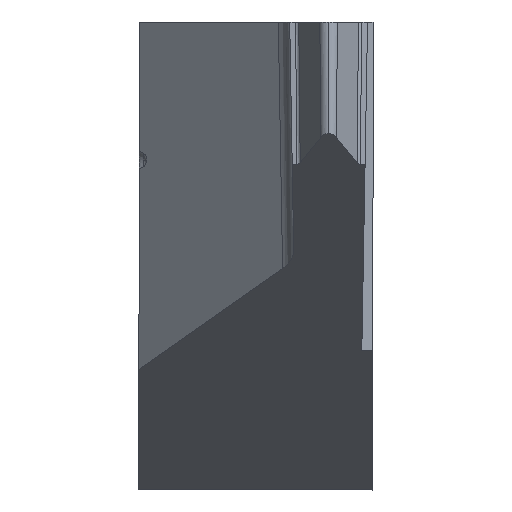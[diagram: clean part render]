
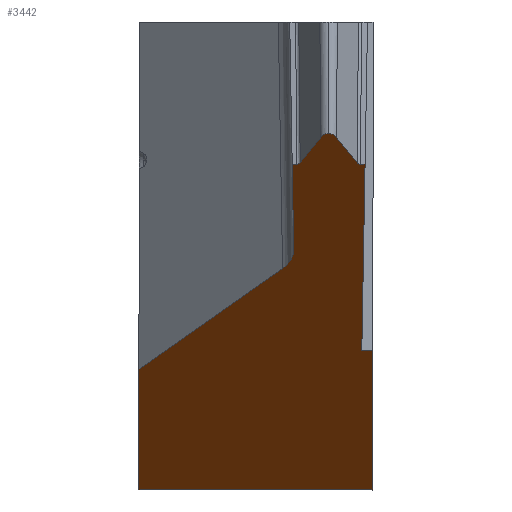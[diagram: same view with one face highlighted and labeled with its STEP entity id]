
A CAD part, front view. The second image highlights one B-rep face of the part: STEP entity #3442.
In plain terms, the highlighted planar face has unit normal (0, -0.574, -0.819).
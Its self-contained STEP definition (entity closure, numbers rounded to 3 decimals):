
#159=CARTESIAN_POINT('',(0.,4.339,-4.449));
#160=DIRECTION('',(0.,0.819,-0.574));
#161=VECTOR('',#160,2.704);
#162=LINE('',#159,#161);
#163=CARTESIAN_POINT('',(0.,4.339,-4.449));
#164=VERTEX_POINT('',#163);
#165=CARTESIAN_POINT('',(0.,6.554,-6.));
#166=VERTEX_POINT('',#165);
#167=EDGE_CURVE('',#164,#166,#162,.T.);
#409=CARTESIAN_POINT('',(3.,4.,-4.212));
#410=VERTEX_POINT('',#409);
#423=CARTESIAN_POINT('',(3.,4.,-4.212));
#424=DIRECTION('',(0.,0.819,-0.574));
#425=VECTOR('',#424,3.118);
#426=LINE('',#423,#425);
#427=CARTESIAN_POINT('',(3.,6.554,-6.));
#428=VERTEX_POINT('',#427);
#429=EDGE_CURVE('',#410,#428,#426,.T.);
#1676=CARTESIAN_POINT('',(3.,4.,-4.212));
#1677=DIRECTION('',(-1.,0.,0.));
#1678=VECTOR('',#1677,0.144);
#1679=LINE('',#1676,#1678);
#1680=CARTESIAN_POINT('',(2.856,4.,-4.212));
#1681=VERTEX_POINT('',#1680);
#1682=EDGE_CURVE('',#410,#1681,#1679,.T.);
#1772=CARTESIAN_POINT('',(2.856,4.,-4.212));
#1773=DIRECTION('',(0.01,-0.819,0.574));
#1774=VECTOR('',#1773,4.162);
#1775=LINE('',#1772,#1774);
#1776=CARTESIAN_POINT('',(2.898,0.591,-1.824));
#1777=VERTEX_POINT('',#1776);
#1778=EDGE_CURVE('',#1681,#1777,#1775,.T.);
#1943=CARTESIAN_POINT('',(1.983,2.149,-2.916));
#1944=VERTEX_POINT('',#1943);
#1955=CARTESIAN_POINT('',(1.983,2.149,-2.916));
#1956=DIRECTION('',(-0.01,-0.819,0.574));
#1957=VECTOR('',#1956,1.902);
#1958=LINE('',#1955,#1957);
#1959=CARTESIAN_POINT('',(1.964,0.591,-1.824));
#1960=VERTEX_POINT('',#1959);
#1961=EDGE_CURVE('',#1944,#1960,#1958,.T.);
#2026=CARTESIAN_POINT('',(1.964,0.591,-1.824));
#2027=DIRECTION('',(0.999,-0.035,0.025));
#2028=VECTOR('',#2027,0.061);
#2029=LINE('',#2026,#2028);
#2030=CARTESIAN_POINT('',(2.025,0.589,-1.823));
#2031=VERTEX_POINT('',#2030);
#2032=EDGE_CURVE('',#1960,#2031,#2029,.T.);
#2103=CARTESIAN_POINT('',(2.067,0.563,-1.805));
#2104=VERTEX_POINT('',#2103);
#2115=CARTESIAN_POINT('',(2.067,0.563,-1.805));
#2116=CARTESIAN_POINT('',(2.058,0.579,-1.816));
#2117=CARTESIAN_POINT('',(2.043,0.588,-1.822));
#2118=CARTESIAN_POINT('',(2.025,0.589,-1.823));
#2119=(BOUNDED_CURVE()B_SPLINE_CURVE(3,(#2115,#2116,#2117,#2118),.UNSPECIFIED.,.F.,.F.)B_SPLINE_CURVE_WITH_KNOTS((4,4),(0.,1.),.UNSPECIFIED.)CURVE()GEOMETRIC_REPRESENTATION_ITEM()RATIONAL_B_SPLINE_CURVE((1.,0.916,0.916,1.))REPRESENTATION_ITEM('')
);
#2120=EDGE_CURVE('',#2104,#2031,#2119,.T.);
#2170=CARTESIAN_POINT('',(2.067,0.563,-1.805));
#2171=DIRECTION('',(0.419,-0.744,0.521));
#2172=VECTOR('',#2171,0.635);
#2173=LINE('',#2170,#2172);
#2174=CARTESIAN_POINT('',(2.333,0.091,-1.475));
#2175=VERTEX_POINT('',#2174);
#2176=EDGE_CURVE('',#2104,#2175,#2173,.T.);
#2250=CARTESIAN_POINT('',(2.431,0.026,-1.429));
#2251=CARTESIAN_POINT('',(2.389,0.03,-1.432));
#2252=CARTESIAN_POINT('',(2.354,0.054,-1.449));
#2253=CARTESIAN_POINT('',(2.333,0.091,-1.475));
#2254=(BOUNDED_CURVE()B_SPLINE_CURVE(3,(#2250,#2251,#2252,#2253),.UNSPECIFIED.,.F.,.F.)B_SPLINE_CURVE_WITH_KNOTS((4,4),(0.,1.),.UNSPECIFIED.)CURVE()GEOMETRIC_REPRESENTATION_ITEM()RATIONAL_B_SPLINE_CURVE((1.,0.928,0.928,1.))REPRESENTATION_ITEM('')
);
#2255=CARTESIAN_POINT('',(2.431,0.026,-1.429));
#2256=VERTEX_POINT('',#2255);
#2257=EDGE_CURVE('',#2256,#2175,#2254,.T.);
#2367=CARTESIAN_POINT('',(2.53,0.091,-1.475));
#2368=CARTESIAN_POINT('',(2.509,0.054,-1.449));
#2369=CARTESIAN_POINT('',(2.473,0.03,-1.432));
#2370=CARTESIAN_POINT('',(2.431,0.026,-1.429));
#2371=(BOUNDED_CURVE()B_SPLINE_CURVE(3,(#2367,#2368,#2369,#2370),.UNSPECIFIED.,.F.,.F.)B_SPLINE_CURVE_WITH_KNOTS((4,4),(0.,1.),.UNSPECIFIED.)CURVE()GEOMETRIC_REPRESENTATION_ITEM()RATIONAL_B_SPLINE_CURVE((1.,0.928,0.928,1.))REPRESENTATION_ITEM('')
);
#2372=CARTESIAN_POINT('',(2.53,0.091,-1.475));
#2373=VERTEX_POINT('',#2372);
#2374=EDGE_CURVE('',#2373,#2256,#2371,.T.);
#2439=CARTESIAN_POINT('',(2.53,0.091,-1.475));
#2440=DIRECTION('',(0.419,0.744,-0.521));
#2441=VECTOR('',#2440,0.635);
#2442=LINE('',#2439,#2441);
#2443=CARTESIAN_POINT('',(2.796,0.563,-1.805));
#2444=VERTEX_POINT('',#2443);
#2445=EDGE_CURVE('',#2373,#2444,#2442,.T.);
#2491=CARTESIAN_POINT('',(2.837,0.589,-1.823));
#2492=VERTEX_POINT('',#2491);
#2503=CARTESIAN_POINT('',(2.837,0.589,-1.823));
#2504=CARTESIAN_POINT('',(2.819,0.588,-1.822));
#2505=CARTESIAN_POINT('',(2.804,0.579,-1.816));
#2506=CARTESIAN_POINT('',(2.796,0.563,-1.805));
#2507=(BOUNDED_CURVE()B_SPLINE_CURVE(3,(#2503,#2504,#2505,#2506),.UNSPECIFIED.,.F.,.F.)B_SPLINE_CURVE_WITH_KNOTS((4,4),(0.,1.),.UNSPECIFIED.)CURVE()GEOMETRIC_REPRESENTATION_ITEM()RATIONAL_B_SPLINE_CURVE((1.,0.916,0.916,1.))REPRESENTATION_ITEM('')
);
#2508=EDGE_CURVE('',#2492,#2444,#2507,.T.);
#2567=CARTESIAN_POINT('',(1.983,2.149,-2.916));
#2568=CARTESIAN_POINT('',(1.985,2.282,-3.009));
#2569=CARTESIAN_POINT('',(1.935,2.405,-3.094));
#2570=CARTESIAN_POINT('',(1.841,2.498,-3.16));
#2571=(BOUNDED_CURVE()B_SPLINE_CURVE(3,(#2567,#2568,#2569,#2570),.UNSPECIFIED.,.F.,.F.)B_SPLINE_CURVE_WITH_KNOTS((4,4),(0.,1.),.UNSPECIFIED.)CURVE()GEOMETRIC_REPRESENTATION_ITEM()RATIONAL_B_SPLINE_CURVE((1.,0.949,0.949,1.))REPRESENTATION_ITEM('')
);
#2572=CARTESIAN_POINT('',(1.841,2.498,-3.16));
#2573=VERTEX_POINT('',#2572);
#2574=EDGE_CURVE('',#1944,#2573,#2571,.T.);
#2769=CARTESIAN_POINT('',(2.837,0.589,-1.823));
#2770=DIRECTION('',(0.999,0.035,-0.025));
#2771=VECTOR('',#2770,0.061);
#2772=LINE('',#2769,#2771);
#2773=EDGE_CURVE('',#2492,#1777,#2772,.T.);
#3216=CARTESIAN_POINT('',(3.,6.554,-6.));
#3217=DIRECTION('',(-1.,0.,0.));
#3218=VECTOR('',#3217,3.);
#3219=LINE('',#3216,#3218);
#3220=EDGE_CURVE('',#428,#166,#3219,.T.);
#3286=CARTESIAN_POINT('',(1.9,2.782,-3.359));
#3287=DIRECTION('',(0.,0.574,0.819));
#3288=DIRECTION('',(0.,-0.47,0.329));
#3289=AXIS2_PLACEMENT_3D('',#3286,#3287,#3288);
#3290=PLANE('',#3289);
#3291=ORIENTED_EDGE('Edge 127',*,*,#2574,.T.);
#3300=ORIENTED_EDGE('Edge 132',*,*,#1961,.F.);
#3309=ORIENTED_EDGE('Edge 137',*,*,#2032,.F.);
#3318=ORIENTED_EDGE('Edge 142',*,*,#2120,.T.);
#3327=ORIENTED_EDGE('Edge 147',*,*,#2176,.F.);
#3336=ORIENTED_EDGE('Edge 152',*,*,#2257,.T.);
#3345=ORIENTED_EDGE('Edge 157',*,*,#2374,.T.);
#3354=ORIENTED_EDGE('Edge 162',*,*,#2445,.F.);
#3363=ORIENTED_EDGE('Edge 167',*,*,#2508,.T.);
#3372=ORIENTED_EDGE('Edge 172',*,*,#2773,.F.);
#3381=ORIENTED_EDGE('Edge 177',*,*,#1778,.T.);
#3390=ORIENTED_EDGE('Edge 182',*,*,#1682,.T.);
#3399=ORIENTED_EDGE('Edge 187',*,*,#429,.F.);
#3408=ORIENTED_EDGE('Edge 192',*,*,#3220,.F.);
#3417=ORIENTED_EDGE('Edge 220',*,*,#167,.T.);
#3426=CARTESIAN_POINT('',(0.,4.339,-4.449));
#3427=DIRECTION('',(0.634,-0.634,0.444));
#3428=VECTOR('',#3427,2.905);
#3429=LINE('',#3426,#3428);
#3430=EDGE_CURVE('',#164,#2573,#3429,.T.);
#3431=ORIENTED_EDGE('Edge 202',*,*,#3430,.F.);
#3440=EDGE_LOOP('',(#3431,#3417,#3408,#3399,#3390,#3381,#3372,#3363,#3354,#3345,#3336,#3327,#3318,#3309,#3300,#3291));
#3441=FACE_OUTER_BOUND('Loop 203',#3440,.T.);
#3442=ADVANCED_FACE('Face 204',(#3441),#3290,.F.);
